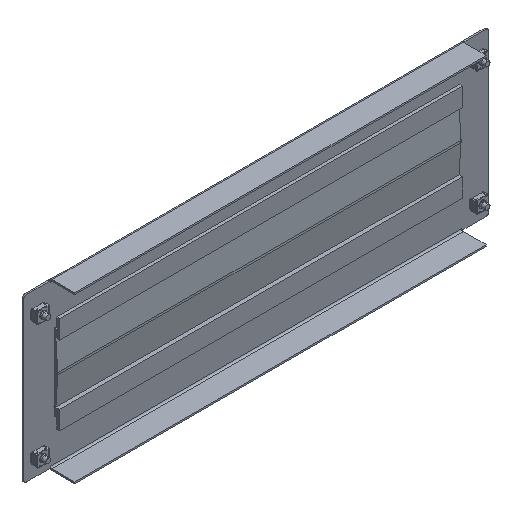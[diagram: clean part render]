
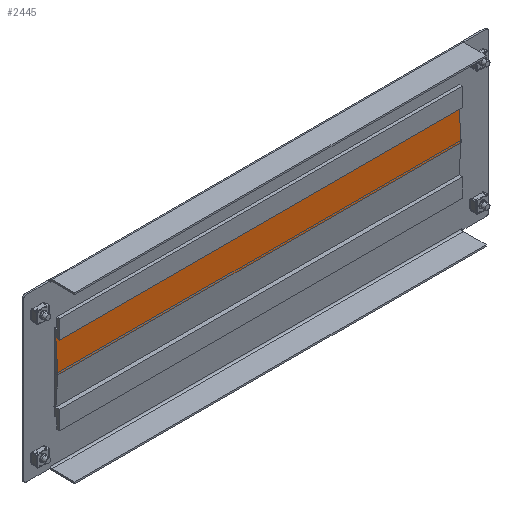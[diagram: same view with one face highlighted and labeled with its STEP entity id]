
A CAD part, isometric view. The second image highlights one B-rep face of the part: STEP entity #2445.
In plain terms, the highlighted face is planar.
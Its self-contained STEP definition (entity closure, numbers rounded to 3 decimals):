
#148 = VERTEX_POINT ( 'NONE', #1460 ) ;
#394 = DIRECTION ( 'NONE',  ( 0., 0.067, -0.998 ) ) ;
#923 = VERTEX_POINT ( 'NONE', #4952 ) ;
#1225 = EDGE_CURVE ( 'NONE', #148, #923, #4113, .T. ) ;
#1354 = DIRECTION ( 'NONE',  ( 1., 0., 0. ) ) ;
#1460 = CARTESIAN_POINT ( 'NONE',  ( -390., -24.601, 45.983 ) ) ;
#1582 = CARTESIAN_POINT ( 'NONE',  ( 0., -24.601, 45.983 ) ) ;
#1700 = FACE_OUTER_BOUND ( 'NONE', #7139, .T. ) ;
#1776 = LINE ( 'NONE', #4560, #3520 ) ;
#2122 = EDGE_CURVE ( 'NONE', #148, #2787, #5272, .T. ) ;
#2336 = ORIENTED_EDGE ( 'NONE', *, *, #2122, .F. ) ;
#2445 = ADVANCED_FACE ( 'NONE', ( #1700 ), #3758, .T. ) ;
#2501 = VECTOR ( 'NONE', #394, 1000. ) ;
#2787 = VERTEX_POINT ( 'NONE', #1582 ) ;
#3028 = EDGE_CURVE ( 'NONE', #2787, #4590, #5469, .T. ) ;
#3492 = DIRECTION ( 'NONE',  ( 0., 0.067, -0.998 ) ) ;
#3508 = DIRECTION ( 'NONE',  ( 0., -0.998, -0.067 ) ) ;
#3520 = VECTOR ( 'NONE', #1354, 1000. ) ;
#3569 = CARTESIAN_POINT ( 'NONE',  ( -390., -24.601, 45.983 ) ) ;
#3605 = ORIENTED_EDGE ( 'NONE', *, *, #1225, .T. ) ;
#3758 = PLANE ( 'NONE',  #6753 ) ;
#4113 = LINE ( 'NONE', #6025, #7235 ) ;
#4560 = CARTESIAN_POINT ( 'NONE',  ( -390., -22.601, 15.983 ) ) ;
#4590 = VERTEX_POINT ( 'NONE', #6976 ) ;
#4952 = CARTESIAN_POINT ( 'NONE',  ( -390., -22.601, 15.983 ) ) ;
#5272 = LINE ( 'NONE', #5545, #6839 ) ;
#5469 = LINE ( 'NONE', #6480, #2501 ) ;
#5545 = CARTESIAN_POINT ( 'NONE',  ( -390., -24.601, 45.983 ) ) ;
#5550 = DIRECTION ( 'NONE',  ( 1., 0., 0. ) ) ;
#5968 = DIRECTION ( 'NONE',  ( 0., 0.067, -0.998 ) ) ;
#6025 = CARTESIAN_POINT ( 'NONE',  ( -390., -24.601, 45.983 ) ) ;
#6353 = ORIENTED_EDGE ( 'NONE', *, *, #3028, .F. ) ;
#6480 = CARTESIAN_POINT ( 'NONE',  ( 0., -24.601, 45.983 ) ) ;
#6753 = AXIS2_PLACEMENT_3D ( 'NONE', #3569, #3508, #3492 ) ;
#6839 = VECTOR ( 'NONE', #5550, 1000. ) ;
#6859 = EDGE_CURVE ( 'NONE', #923, #4590, #1776, .T. ) ;
#6976 = CARTESIAN_POINT ( 'NONE',  ( 0., -22.601, 15.983 ) ) ;
#7139 = EDGE_LOOP ( 'NONE', ( #6353, #2336, #3605, #7351 ) ) ;
#7235 = VECTOR ( 'NONE', #5968, 1000. ) ;
#7351 = ORIENTED_EDGE ( 'NONE', *, *, #6859, .T. ) ;
